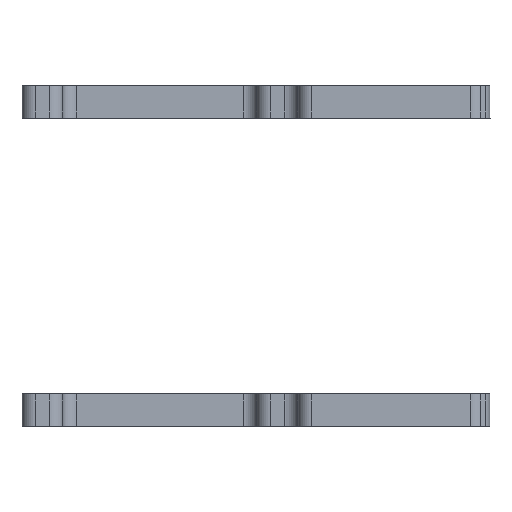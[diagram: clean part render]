
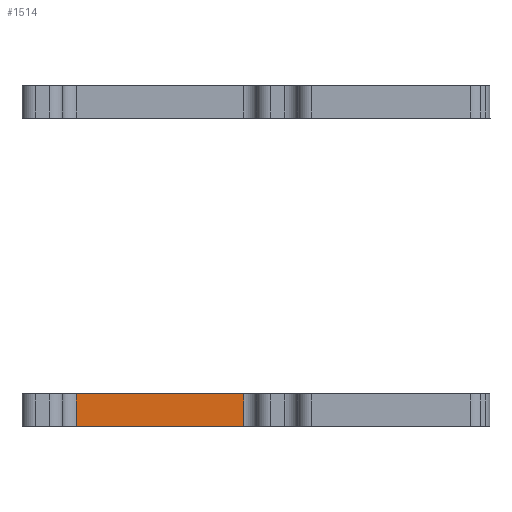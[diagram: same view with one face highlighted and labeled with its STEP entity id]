
A CAD part, left-side view. The second image highlights one B-rep face of the part: STEP entity #1514.
In plain terms, the highlighted planar face has unit normal (-1, 0, 0).
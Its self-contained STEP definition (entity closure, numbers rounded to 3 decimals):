
#65=PLANE('',#1614);
#98=FACE_OUTER_BOUND('',#177,.T.);
#177=EDGE_LOOP('',(#1020,#1021,#1022,#1023));
#286=LINE('',#2296,#417);
#287=LINE('',#2299,#418);
#288=LINE('',#2301,#419);
#289=LINE('',#2302,#420);
#417=VECTOR('',#1805,2.);
#418=VECTOR('',#1808,10.);
#419=VECTOR('',#1809,2.);
#420=VECTOR('',#1810,10.);
#641=VERTEX_POINT('',#2289);
#644=VERTEX_POINT('',#2294);
#645=VERTEX_POINT('',#2298);
#646=VERTEX_POINT('',#2300);
#794=EDGE_CURVE('',#644,#641,#286,.T.);
#795=EDGE_CURVE('',#645,#644,#287,.T.);
#796=EDGE_CURVE('',#646,#645,#288,.T.);
#797=EDGE_CURVE('',#641,#646,#289,.T.);
#1020=ORIENTED_EDGE('',*,*,#794,.F.);
#1021=ORIENTED_EDGE('',*,*,#795,.F.);
#1022=ORIENTED_EDGE('',*,*,#796,.F.);
#1023=ORIENTED_EDGE('',*,*,#797,.F.);
#1514=ADVANCED_FACE('',(#98),#65,.F.);
#1614=AXIS2_PLACEMENT_3D('',#2297,#1806,#1807);
#1805=DIRECTION('',(0.,0.,1.));
#1806=DIRECTION('center_axis',(1.,0.,0.));
#1807=DIRECTION('ref_axis',(0.,0.,-1.));
#1808=DIRECTION('',(0.,1.,0.));
#1809=DIRECTION('',(0.,0.,-1.));
#1810=DIRECTION('',(0.,-1.,0.));
#2289=CARTESIAN_POINT('',(-91.857,458.127,635.6));
#2294=CARTESIAN_POINT('',(-91.857,458.127,630.9));
#2296=CARTESIAN_POINT('',(-91.857,458.127,655.45));
#2297=CARTESIAN_POINT('Origin',(-91.857,460.,680.3));
#2298=CARTESIAN_POINT('',(-91.857,433.873,630.9));
#2299=CARTESIAN_POINT('',(-91.857,450.5,630.9));
#2300=CARTESIAN_POINT('',(-91.857,433.873,635.6));
#2301=CARTESIAN_POINT('',(-91.857,433.873,655.45));
#2302=CARTESIAN_POINT('',(-91.857,463.,635.6));
